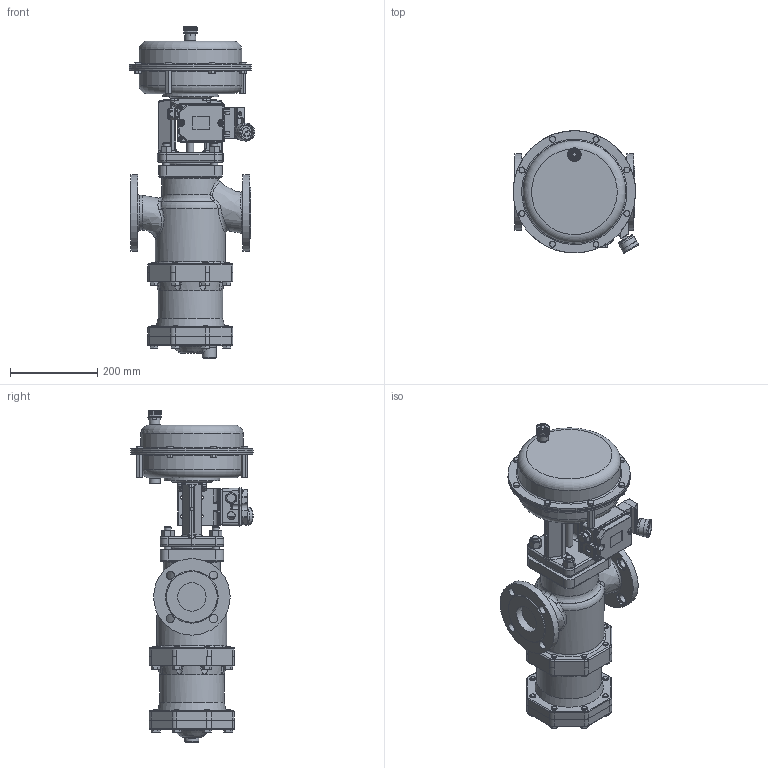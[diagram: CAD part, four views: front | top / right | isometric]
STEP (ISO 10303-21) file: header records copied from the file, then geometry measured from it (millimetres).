
FILE_DESCRIPTION(/* description */ (''),/* implementation_level */ '2;1');
FILE_NAME(/* name */ 'rcv20-065-jis10-00.stp',/* time_stamp */ '2025-01-15T12:54:47+09:00',/* author */ ('shibuya'),/* organization */ (''),/* preprocessor_version */ 'ST-DEVELOPER v18.1',/* originating_system */ 'Autodesk Inventor 2022',/* authorisation */ '');
FILE_SCHEMA (('AUTOMOTIVE_DESIGN { 1 0 10303 214 3 1 1 }'));
Products named in the file (1): 65A-CV-COS20_JIS10K_4071_Fix
Bounding box: 287.26 x 280.21 x 759.79 mm (x, y, z)
Volume: 17272208.2 mm3; surface area: 956939.3 mm2
Topology: 1 solids, 1 shells, 3460 faces, 8880 edges, 5535 vertices
Faces by surface type: plane 1275, cylinder 751, cone 631, bspline 564, torus 212, sphere 27
Full cylindrical faces by diameter (mm): 1 x1, 1.5 x4, 1.72 x2, 2 x2, 4 x2, 4.4 x2, 4.5 x2, 6.466 x8, 7.2 x2, 8 x13, 8.4 x1, 8.57 x1, 8.6 x4, 9.5 x2, 12 x16, 13 x8, 14 x18, 16 x13, 17 x8, 17.475 x1, 18 x4, 19 x8, 20 x1, 22.9 x1, 24 x1, 25 x2, 29.909 x2, 30 x12, 30.7 x1, 32 x1
Entity records: 139252 total; most frequent: CARTESIAN_POINT 56575, ORIENTED_EDGE 17674, DIRECTION 15482, EDGE_CURVE 8837, AXIS2_PLACEMENT_3D 6073, VERTEX_POINT 5535, EDGE_LOOP 3768, STYLED_ITEM 3461
